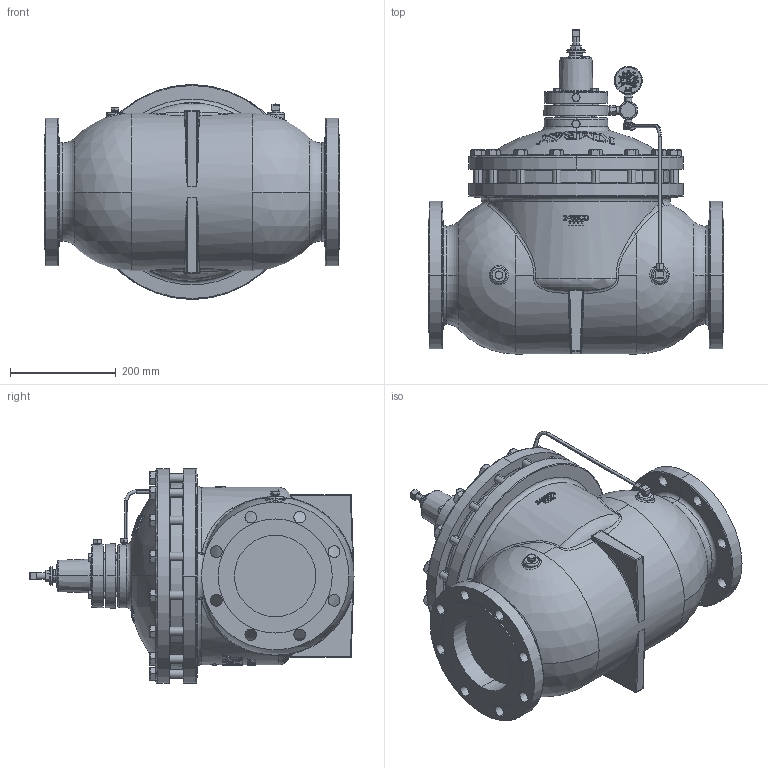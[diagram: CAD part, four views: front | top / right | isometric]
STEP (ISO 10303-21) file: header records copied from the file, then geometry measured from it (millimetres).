
FILE_DESCRIPTION (( 'STEP AP203' ), '1' );
FILE_NAME ('6 INCH 612 FGT BP (AAH).STEP', '2015-01-14T19:04:07', ( 'PCTech' ), ( 'Microsoft' ), 'SwSTEP 2.0', 'SolidWorks 2015', '' );
FILE_SCHEMA (( 'CONFIG_CONTROL_DESIGN' ));
Products named in the file (1): 6 INCH 612 FGT BP (AAH)
Bounding box: 558.8 x 613.5 x 406.4 mm (x, y, z)
Volume: 47775825.9 mm3; surface area: 1338248.2 mm2
Topology: 1 solids, 6 shells, 3671 faces, 9691 edges, 6217 vertices
Faces by surface type: plane 1884, bspline 721, cylinder 633, cone 258, torus 98, sphere 77
Entity records: 169723 total; most frequent: CARTESIAN_POINT 84214, ORIENTED_EDGE 19270, DIRECTION 15519, EDGE_CURVE 9635, VERTEX_POINT 6217, AXIS2_PLACEMENT_3D 5232, LINE 5055, VECTOR 5055
